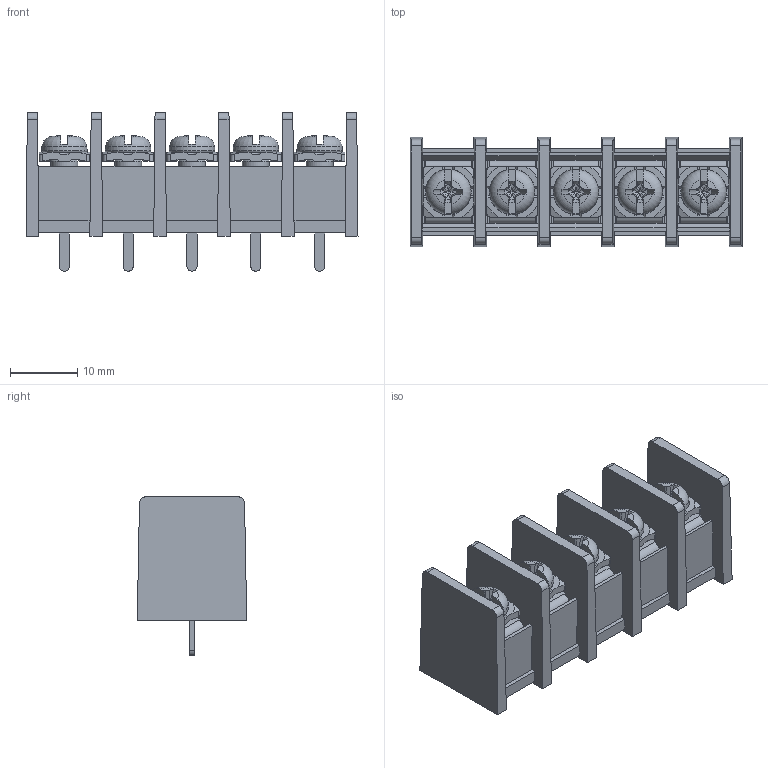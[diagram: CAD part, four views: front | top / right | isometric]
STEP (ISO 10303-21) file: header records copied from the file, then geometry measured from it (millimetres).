
FILE_DESCRIPTION(('STEP AP214'), '1');
FILE_NAME('DG45', '2019-10-04T22:10:47', ('AF'), (''), 'UNSPECIFIED', 'UNSPECIFIED', '');
FILE_SCHEMA(('AUTOMOTIVE_DESIGN { 1 0 10303 214 3 1 1}'));
Length unit declared in the file: millimetre
Assembly tree (15 placements, depth 2):
  (unnamed)
    (unnamed)  x5
    (unnamed)  x5
    (unnamed)  x5
Bounding box: 49.4 x 16.3 x 23.6 mm (x, y, z)
Volume: 6405.1 mm3; surface area: 10545.3 mm2
Topology: 16 solids, 16 shells, 1298 faces, 3373 edges, 2102 vertices
Faces by surface type: plane 911, cone 135, cylinder 132, bspline 80, torus 20, sphere 20
Full cylindrical faces by diameter (mm): 3.3 x10, 3.4 x5, 4 x5, 4.9 x5
Entity records: 20952 total; most frequent: CARTESIAN_POINT 3817, ORIENTED_EDGE 2712, DIRECTION 2425, EDGE_CURVE 1356, LINE 1099, VECTOR 1099, VERTEX_POINT 885, AXIS2_PLACEMENT_3D 663
